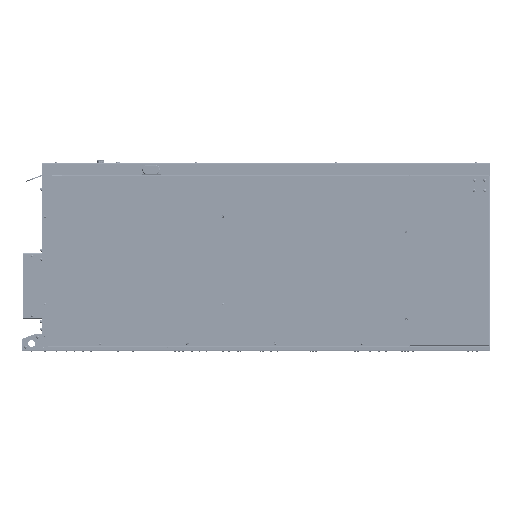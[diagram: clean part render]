
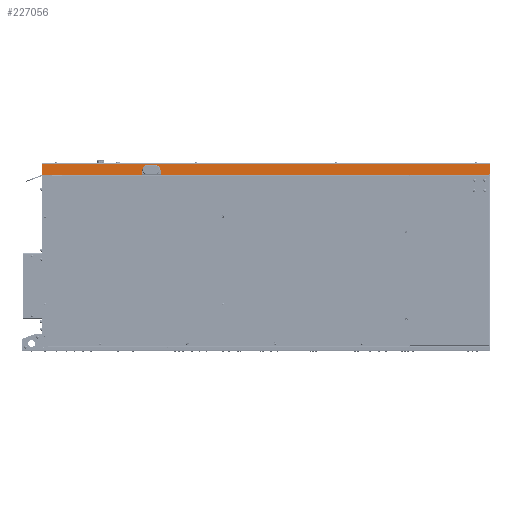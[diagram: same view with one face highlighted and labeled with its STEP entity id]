
A CAD part, left-side view. The second image highlights one B-rep face of the part: STEP entity #227056.
In plain terms, the highlighted planar face has unit normal (-1, 0, 0).
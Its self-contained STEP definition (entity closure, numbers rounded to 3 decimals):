
#1091 = CIRCLE ( 'NONE', #25715, 3. ) ;
#1853 = VERTEX_POINT ( 'NONE', #93651 ) ;
#3122 = ORIENTED_EDGE ( 'NONE', *, *, #94945, .F. ) ;
#3286 = AXIS2_PLACEMENT_3D ( 'NONE', #17210, #15720, #109833 ) ;
#4075 = CARTESIAN_POINT ( 'NONE',  ( -175.4, 272.75, 516.7 ) ) ;
#10909 = LINE ( 'NONE', #135405, #44905 ) ;
#11079 = EDGE_CURVE ( 'NONE', #12494, #38848, #1091, .T. ) ;
#12494 = VERTEX_POINT ( 'NONE', #92897 ) ;
#15720 = DIRECTION ( 'NONE',  ( 1., 0., 0. ) ) ;
#17210 = CARTESIAN_POINT ( 'NONE',  ( -175.4, -668.05, 536.2 ) ) ;
#17354 = DIRECTION ( 'NONE',  ( 0., -1., 0. ) ) ;
#21626 = DIRECTION ( 'NONE',  ( 0., 0., 1. ) ) ;
#21911 = EDGE_CURVE ( 'NONE', #50518, #129720, #111484, .T. ) ;
#23203 = DIRECTION ( 'NONE',  ( 0., 0., 1. ) ) ;
#25715 = AXIS2_PLACEMENT_3D ( 'NONE', #272427, #31738, #179860 ) ;
#26476 = AXIS2_PLACEMENT_3D ( 'NONE', #275244, #96070, #191810 ) ;
#28253 = CARTESIAN_POINT ( 'NONE',  ( -175.4, 329.75, 503.7 ) ) ;
#30568 = EDGE_CURVE ( 'NONE', #12494, #55804, #10909, .T. ) ;
#31738 = DIRECTION ( 'NONE',  ( -1., 0., 0. ) ) ;
#34481 = CARTESIAN_POINT ( 'NONE',  ( -175.4, 267.75, 503.7 ) ) ;
#35214 = VECTOR ( 'NONE', #174583, 1000. ) ;
#38848 = VERTEX_POINT ( 'NONE', #236923 ) ;
#40330 = CARTESIAN_POINT ( 'NONE',  ( -175.4, -668.05, 534.5 ) ) ;
#40467 = VERTEX_POINT ( 'NONE', #207747 ) ;
#44400 = EDGE_CURVE ( 'NONE', #222699, #284518, #55698, .T. ) ;
#44795 = LINE ( 'NONE', #233138, #99812 ) ;
#44905 = VECTOR ( 'NONE', #55689, 1000. ) ;
#50364 = DIRECTION ( 'NONE',  ( 0., -1., 0. ) ) ;
#50518 = VERTEX_POINT ( 'NONE', #296479 ) ;
#50529 = CIRCLE ( 'NONE', #26476, 13.747 ) ;
#51880 = LINE ( 'NONE', #240204, #98152 ) ;
#54563 = CARTESIAN_POINT ( 'NONE',  ( -175.4, 288.5, 532.247 ) ) ;
#55689 = DIRECTION ( 'NONE',  ( 0., 1., 0. ) ) ;
#55698 = LINE ( 'NONE', #149865, #35214 ) ;
#55804 = VERTEX_POINT ( 'NONE', #34481 ) ;
#56035 = ORIENTED_EDGE ( 'NONE', *, *, #92076, .F. ) ;
#58087 = CARTESIAN_POINT ( 'NONE',  ( -175.4, 329.75, 508.7 ) ) ;
#59474 = ORIENTED_EDGE ( 'NONE', *, *, #220034, .T. ) ;
#60615 = AXIS2_PLACEMENT_3D ( 'NONE', #300752, #89296, #67651 ) ;
#67651 = DIRECTION ( 'NONE',  ( 0., 0., -1. ) ) ;
#68033 = LINE ( 'NONE', #40330, #191093 ) ;
#69533 = CARTESIAN_POINT ( 'NONE',  ( -175.4, 272.75, 508.7 ) ) ;
#72401 = EDGE_CURVE ( 'NONE', #284518, #40467, #304737, .T. ) ;
#75240 = ORIENTED_EDGE ( 'NONE', *, *, #162205, .T. ) ;
#78433 = CARTESIAN_POINT ( 'NONE',  ( -175.4, 272.75, 508.7 ) ) ;
#79734 = VECTOR ( 'NONE', #17354, 1000. ) ;
#84051 = VERTEX_POINT ( 'NONE', #141845 ) ;
#84802 = DIRECTION ( 'NONE',  ( 0., 1., 0. ) ) ;
#86715 = EDGE_CURVE ( 'NONE', #40467, #1853, #50529, .T. ) ;
#89296 = DIRECTION ( 'NONE',  ( 1., 0., 0. ) ) ;
#89482 = LINE ( 'NONE', #254645, #212005 ) ;
#89727 = ORIENTED_EDGE ( 'NONE', *, *, #11079, .T. ) ;
#92076 = EDGE_CURVE ( 'NONE', #129720, #38848, #68033, .T. ) ;
#92897 = CARTESIAN_POINT ( 'NONE',  ( -175.4, -665.05, 503.7 ) ) ;
#93651 = CARTESIAN_POINT ( 'NONE',  ( -175.4, 311., 532.247 ) ) ;
#94945 = EDGE_CURVE ( 'NONE', #255988, #50518, #51880, .T. ) ;
#96070 = DIRECTION ( 'NONE',  ( 1., 0., 0. ) ) ;
#98152 = VECTOR ( 'NONE', #50364, 1000. ) ;
#99812 = VECTOR ( 'NONE', #21626, 1000. ) ;
#103494 = EDGE_CURVE ( 'NONE', #252917, #111048, #214679, .T. ) ;
#108927 = ORIENTED_EDGE ( 'NONE', *, *, #273283, .T. ) ;
#109833 = DIRECTION ( 'NONE',  ( 0., 0., 1. ) ) ;
#111048 = VERTEX_POINT ( 'NONE', #4075 ) ;
#111484 = LINE ( 'NONE', #228833, #79734 ) ;
#112838 = DIRECTION ( 'NONE',  ( 1., 0., 0. ) ) ;
#113169 = CIRCLE ( 'NONE', #192157, 5. ) ;
#125771 = ORIENTED_EDGE ( 'NONE', *, *, #72401, .T. ) ;
#129720 = VERTEX_POINT ( 'NONE', #215966 ) ;
#132952 = CARTESIAN_POINT ( 'NONE',  ( -175.4, 324.75, 516.7 ) ) ;
#134401 = CIRCLE ( 'NONE', #203453, 5. ) ;
#135405 = CARTESIAN_POINT ( 'NONE',  ( -175.4, -665.05, 503.7 ) ) ;
#141845 = CARTESIAN_POINT ( 'NONE',  ( -175.4, 612.45, 503.7 ) ) ;
#147019 = AXIS2_PLACEMENT_3D ( 'NONE', #183570, #182030, #84802 ) ;
#147154 = ORIENTED_EDGE ( 'NONE', *, *, #177398, .F. ) ;
#149865 = CARTESIAN_POINT ( 'NONE',  ( -175.4, 324.75, 508.7 ) ) ;
#150683 = EDGE_CURVE ( 'NONE', #191887, #55804, #113169, .T. ) ;
#157686 = PLANE ( 'NONE',  #3286 ) ;
#157981 = EDGE_LOOP ( 'NONE', ( #75240, #108927, #239828, #277724, #278079, #251017, #89727, #56035, #188239, #3122, #147154, #303669, #59474, #291415, #125771, #197984 ) ) ;
#159198 = DIRECTION ( 'NONE',  ( 0., 0., -1. ) ) ;
#160745 = FACE_OUTER_BOUND ( 'NONE', #157981, .T. ) ;
#162201 = LINE ( 'NONE', #69533, #222178 ) ;
#162205 = EDGE_CURVE ( 'NONE', #1853, #164249, #183944, .T. ) ;
#164249 = VERTEX_POINT ( 'NONE', #54563 ) ;
#174583 = DIRECTION ( 'NONE',  ( 0., 0., 1. ) ) ;
#177398 = EDGE_CURVE ( 'NONE', #84051, #255988, #44795, .T. ) ;
#179385 = CARTESIAN_POINT ( 'NONE',  ( -175.4, 287.75, 516.7 ) ) ;
#179860 = DIRECTION ( 'NONE',  ( 0., 0., -1. ) ) ;
#182030 = DIRECTION ( 'NONE',  ( 1., 0., 0. ) ) ;
#183570 = CARTESIAN_POINT ( 'NONE',  ( -175.4, 309.75, 516.7 ) ) ;
#183944 = LINE ( 'NONE', #210104, #220285 ) ;
#186225 = DIRECTION ( 'NONE',  ( 0., 1., 0. ) ) ;
#188239 = ORIENTED_EDGE ( 'NONE', *, *, #21911, .F. ) ;
#191093 = VECTOR ( 'NONE', #159198, 1000. ) ;
#191810 = DIRECTION ( 'NONE',  ( 0., 0., -1. ) ) ;
#191887 = VERTEX_POINT ( 'NONE', #78433 ) ;
#192157 = AXIS2_PLACEMENT_3D ( 'NONE', #209366, #235543, #186225 ) ;
#197984 = ORIENTED_EDGE ( 'NONE', *, *, #86715, .T. ) ;
#200123 = DIRECTION ( 'NONE',  ( 0., 0., -1. ) ) ;
#203453 = AXIS2_PLACEMENT_3D ( 'NONE', #58087, #249444, #200123 ) ;
#207747 = CARTESIAN_POINT ( 'NONE',  ( -175.4, 324.721, 517.64 ) ) ;
#208587 = DIRECTION ( 'NONE',  ( 0., 0., 1. ) ) ;
#209366 = CARTESIAN_POINT ( 'NONE',  ( -175.4, 267.75, 508.7 ) ) ;
#210104 = CARTESIAN_POINT ( 'NONE',  ( -175.4, 288.374, 532.247 ) ) ;
#212005 = VECTOR ( 'NONE', #231491, 1000. ) ;
#213195 = EDGE_CURVE ( 'NONE', #191887, #111048, #162201, .T. ) ;
#214679 = CIRCLE ( 'NONE', #229438, 15. ) ;
#215966 = CARTESIAN_POINT ( 'NONE',  ( -175.4, -668.05, 534.5 ) ) ;
#217407 = EDGE_CURVE ( 'NONE', #275410, #84051, #89482, .T. ) ;
#220034 = EDGE_CURVE ( 'NONE', #275410, #222699, #134401, .T. ) ;
#220285 = VECTOR ( 'NONE', #234770, 1000. ) ;
#222178 = VECTOR ( 'NONE', #23203, 1000. ) ;
#222699 = VERTEX_POINT ( 'NONE', #266088 ) ;
#227056 = ADVANCED_FACE ( 'NONE', ( #160745 ), #157686, .F. ) ;
#228833 = CARTESIAN_POINT ( 'NONE',  ( -175.4, 610.75, 534.5 ) ) ;
#229438 = AXIS2_PLACEMENT_3D ( 'NONE', #179385, #112838, #208587 ) ;
#231491 = DIRECTION ( 'NONE',  ( 0., 1., 0. ) ) ;
#233138 = CARTESIAN_POINT ( 'NONE',  ( -175.4, 612.45, 503.7 ) ) ;
#234770 = DIRECTION ( 'NONE',  ( 0., -1., 0. ) ) ;
#235543 = DIRECTION ( 'NONE',  ( -1., 0., 0. ) ) ;
#236923 = CARTESIAN_POINT ( 'NONE',  ( -175.4, -668.05, 506.7 ) ) ;
#239828 = ORIENTED_EDGE ( 'NONE', *, *, #103494, .T. ) ;
#240204 = CARTESIAN_POINT ( 'NONE',  ( -175.4, 612.45, 534.5 ) ) ;
#249444 = DIRECTION ( 'NONE',  ( -1., 0., 0. ) ) ;
#251017 = ORIENTED_EDGE ( 'NONE', *, *, #30568, .F. ) ;
#252917 = VERTEX_POINT ( 'NONE', #278329 ) ;
#254645 = CARTESIAN_POINT ( 'NONE',  ( -175.4, 329.75, 503.7 ) ) ;
#255988 = VERTEX_POINT ( 'NONE', #261504 ) ;
#261504 = CARTESIAN_POINT ( 'NONE',  ( -175.4, 612.45, 534.5 ) ) ;
#266088 = CARTESIAN_POINT ( 'NONE',  ( -175.4, 324.75, 508.7 ) ) ;
#272427 = CARTESIAN_POINT ( 'NONE',  ( -175.4, -665.05, 506.7 ) ) ;
#273283 = EDGE_CURVE ( 'NONE', #164249, #252917, #292426, .T. ) ;
#275244 = CARTESIAN_POINT ( 'NONE',  ( -175.4, 311., 518.5 ) ) ;
#275410 = VERTEX_POINT ( 'NONE', #28253 ) ;
#277724 = ORIENTED_EDGE ( 'NONE', *, *, #213195, .F. ) ;
#278079 = ORIENTED_EDGE ( 'NONE', *, *, #150683, .T. ) ;
#278329 = CARTESIAN_POINT ( 'NONE',  ( -175.4, 281.53, 530.35 ) ) ;
#284518 = VERTEX_POINT ( 'NONE', #132952 ) ;
#291415 = ORIENTED_EDGE ( 'NONE', *, *, #44400, .T. ) ;
#292426 = CIRCLE ( 'NONE', #60615, 13.747 ) ;
#296479 = CARTESIAN_POINT ( 'NONE',  ( -175.4, 610.75, 534.5 ) ) ;
#300752 = CARTESIAN_POINT ( 'NONE',  ( -175.4, 288.5, 518.5 ) ) ;
#303669 = ORIENTED_EDGE ( 'NONE', *, *, #217407, .F. ) ;
#304737 = CIRCLE ( 'NONE', #147019, 15. ) ;
